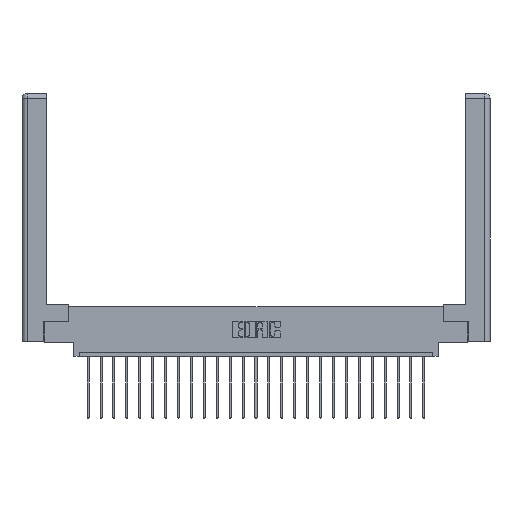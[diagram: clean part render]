
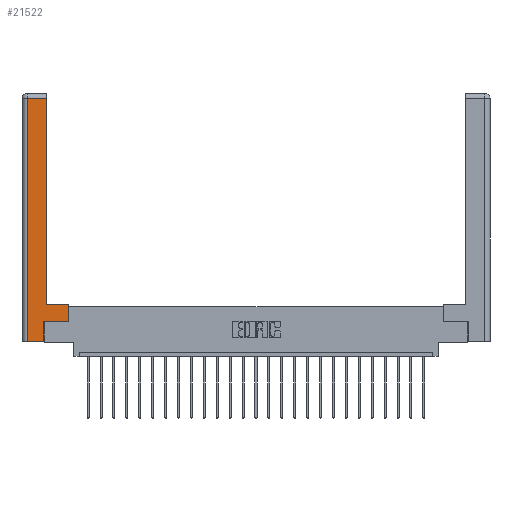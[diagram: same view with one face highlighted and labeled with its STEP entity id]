
A CAD part, top view. The second image highlights one B-rep face of the part: STEP entity #21522.
In plain terms, the highlighted planar face has unit normal (0, 0, 1).
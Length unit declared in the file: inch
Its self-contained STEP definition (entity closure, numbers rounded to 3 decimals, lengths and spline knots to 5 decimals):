
#161 = DIRECTION ( 'NONE',  ( 0., 1., 0. ) ) ;
#573 = CARTESIAN_POINT ( 'NONE',  ( 0.265, 0.245, 0. ) ) ;
#1505 = ORIENTED_EDGE ( 'NONE', *, *, #12904, .T. ) ;
#1785 = CARTESIAN_POINT ( 'NONE',  ( 0., 0., 0. ) ) ;
#3110 = CARTESIAN_POINT ( 'NONE',  ( 0.0615, 2.94, 0. ) ) ;
#3708 = DIRECTION ( 'NONE',  ( -1., 0., 0. ) ) ;
#3913 = CARTESIAN_POINT ( 'NONE',  ( 0.295, 3., 0. ) ) ;
#4352 = VERTEX_POINT ( 'NONE', #18841 ) ;
#4663 = CARTESIAN_POINT ( 'NONE',  ( 0.265, 0., 0. ) ) ;
#4843 = DIRECTION ( 'NONE',  ( 1., 0., 0. ) ) ;
#5114 = LINE ( 'NONE', #19974, #17670 ) ;
#5120 = CARTESIAN_POINT ( 'NONE',  ( 0.565, 0.245, 0. ) ) ;
#5389 = VERTEX_POINT ( 'NONE', #20085 ) ;
#5398 = AXIS2_PLACEMENT_3D ( 'NONE', #1785, #15174, #3708 ) ;
#5752 = CARTESIAN_POINT ( 'NONE',  ( 0.295, 2.94, 0. ) ) ;
#5883 = VECTOR ( 'NONE', #4843, 39.37008 ) ;
#6027 = VERTEX_POINT ( 'NONE', #3110 ) ;
#6942 = ORIENTED_EDGE ( 'NONE', *, *, #23475, .T. ) ;
#8132 = LINE ( 'NONE', #3913, #10220 ) ;
#8792 = LINE ( 'NONE', #24526, #24686 ) ;
#8871 = ORIENTED_EDGE ( 'NONE', *, *, #13559, .T. ) ;
#9025 = DIRECTION ( 'NONE',  ( 0., 1., 0. ) ) ;
#9391 = CARTESIAN_POINT ( 'NONE',  ( 0.565, 0.245, 0. ) ) ;
#9768 = VECTOR ( 'NONE', #13057, 39.37008 ) ;
#10220 = VECTOR ( 'NONE', #161, 39.37008 ) ;
#10524 = LINE ( 'NONE', #19577, #15298 ) ;
#10888 = DIRECTION ( 'NONE',  ( 1., 0., 0. ) ) ;
#10972 = LINE ( 'NONE', #4663, #5883 ) ;
#11259 = DIRECTION ( 'NONE',  ( -1., 0., 0. ) ) ;
#11277 = EDGE_CURVE ( 'NONE', #16971, #6027, #15724, .T. ) ;
#12231 = ORIENTED_EDGE ( 'NONE', *, *, #16564, .T. ) ;
#12736 = VERTEX_POINT ( 'NONE', #15993 ) ;
#12904 = EDGE_CURVE ( 'NONE', #16816, #21454, #18017, .T. ) ;
#13005 = CARTESIAN_POINT ( 'NONE',  ( 0.265, 0., 0. ) ) ;
#13057 = DIRECTION ( 'NONE',  ( 0., -1., 0. ) ) ;
#13559 = EDGE_CURVE ( 'NONE', #5389, #16971, #8132, .T. ) ;
#13695 = EDGE_LOOP ( 'NONE', ( #8871, #14456, #12231, #6942, #16792, #1505, #19314, #14936 ) ) ;
#14456 = ORIENTED_EDGE ( 'NONE', *, *, #11277, .T. ) ;
#14709 = VECTOR ( 'NONE', #10888, 39.37008 ) ;
#14936 = ORIENTED_EDGE ( 'NONE', *, *, #21258, .T. ) ;
#15174 = DIRECTION ( 'NONE',  ( 0., 0., -1. ) ) ;
#15298 = VECTOR ( 'NONE', #20096, 39.37008 ) ;
#15724 = LINE ( 'NONE', #22767, #16013 ) ;
#15938 = VERTEX_POINT ( 'NONE', #13005 ) ;
#15993 = CARTESIAN_POINT ( 'NONE',  ( 0.0615, 0., 0. ) ) ;
#16013 = VECTOR ( 'NONE', #11259, 39.37008 ) ;
#16061 = LINE ( 'NONE', #18992, #9768 ) ;
#16564 = EDGE_CURVE ( 'NONE', #6027, #12736, #16061, .T. ) ;
#16792 = ORIENTED_EDGE ( 'NONE', *, *, #20678, .T. ) ;
#16816 = VERTEX_POINT ( 'NONE', #573 ) ;
#16971 = VERTEX_POINT ( 'NONE', #5752 ) ;
#17670 = VECTOR ( 'NONE', #18692, 39.37008 ) ;
#18017 = LINE ( 'NONE', #5120, #14709 ) ;
#18143 = EDGE_CURVE ( 'NONE', #21454, #4352, #8792, .T. ) ;
#18692 = DIRECTION ( 'NONE',  ( -1., 0., 0. ) ) ;
#18841 = CARTESIAN_POINT ( 'NONE',  ( 0.565, 0.45, 0. ) ) ;
#18954 = PLANE ( 'NONE',  #5398 ) ;
#18992 = CARTESIAN_POINT ( 'NONE',  ( 0.0615, 0., 0. ) ) ;
#19314 = ORIENTED_EDGE ( 'NONE', *, *, #18143, .T. ) ;
#19577 = CARTESIAN_POINT ( 'NONE',  ( 0.265, 0.245, 0. ) ) ;
#19974 = CARTESIAN_POINT ( 'NONE',  ( 0.295, 0.45, 0. ) ) ;
#20085 = CARTESIAN_POINT ( 'NONE',  ( 0.295, 0.45, 0. ) ) ;
#20096 = DIRECTION ( 'NONE',  ( 0., 1., 0. ) ) ;
#20678 = EDGE_CURVE ( 'NONE', #15938, #16816, #10524, .T. ) ;
#21258 = EDGE_CURVE ( 'NONE', #4352, #5389, #5114, .T. ) ;
#21454 = VERTEX_POINT ( 'NONE', #9391 ) ;
#21522 = ADVANCED_FACE ( 'NONE', ( #24275 ), #18954, .F. ) ;
#22767 = CARTESIAN_POINT ( 'NONE',  ( 0.0615, 2.94, 0. ) ) ;
#23475 = EDGE_CURVE ( 'NONE', #12736, #15938, #10972, .T. ) ;
#24275 = FACE_OUTER_BOUND ( 'NONE', #13695, .T. ) ;
#24526 = CARTESIAN_POINT ( 'NONE',  ( 0.565, 0.45, 0. ) ) ;
#24686 = VECTOR ( 'NONE', #9025, 39.37008 ) ;
